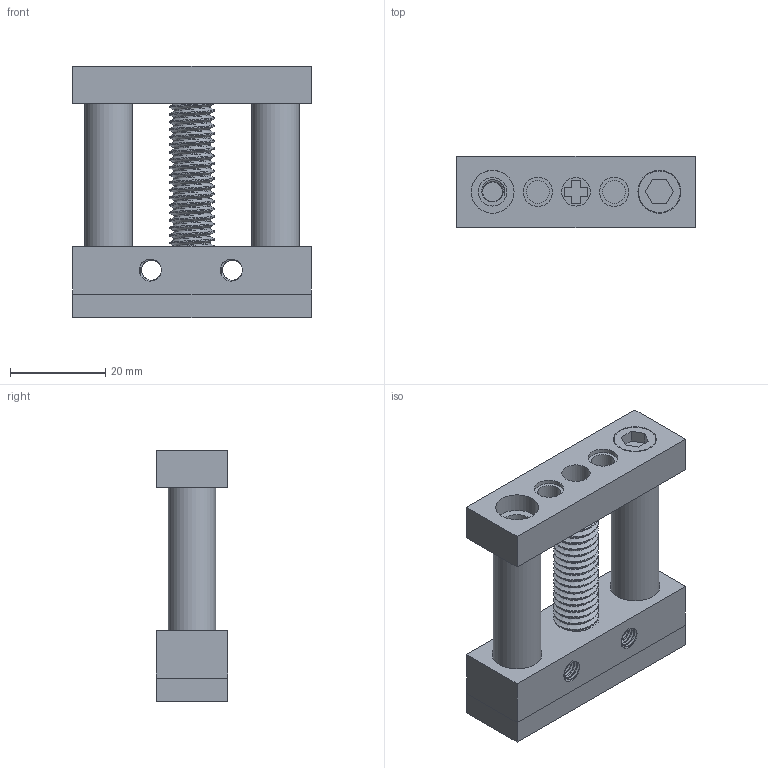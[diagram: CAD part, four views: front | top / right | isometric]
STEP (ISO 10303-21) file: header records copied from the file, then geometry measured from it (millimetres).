
FILE_DESCRIPTION(/* description */ (''),/* implementation_level */ '2;1');
FILE_NAME(/* name */ 'Dotter v5.step',/* time_stamp */ '2022-12-06T00:17:44-05:00',/* author */ (''),/* organization */ (''),/* preprocessor_version */ 'ST-DEVELOPER v19.2',/* originating_system */ 'Autodesk Translation Framework v11.17.0.187',/* authorisation */ '');
FILE_SCHEMA (('AUTOMOTIVE_DESIGN { 1 0 10303 214 3 1 1 }'));
Length unit declared in the file: millimetre
Products named in the file (7): Test; Dotter; Lead screw; Top; Dottor screw; Base; Moving thing'
Assembly tree (5 placements, depth 3):
  Test
    Dotter
      Lead screw
      Top
      Dottor screw
      Base
  Moving thing'
Bounding box: 50 x 15 x 52.84 mm (x, y, z)
Volume: 21016.2 mm3; surface area: 16091 mm2
Topology: 5 solids, 5 shells, 400 faces, 1119 edges, 746 vertices
Faces by surface type: cylinder 323, plane 63, bspline 14
Full cylindrical faces by diameter (mm): 3.99 x9, 4 x1, 4.234 x42, 4.8 x2, 4.901 x16, 5.12 x20, 6 x3, 6.15 x4, 7.633 x10, 7.94 x2, 8.75 x1, 9 x2, 9.406 x18, 9.525 x3, 10 x3, 10.5 x3
Entity records: 30721 total; most frequent: CARTESIAN_POINT 21411, ORIENTED_EDGE 2238, DIRECTION 1355, EDGE_CURVE 1119, VERTEX_POINT 746, B_SPLINE_CURVE_WITH_KNOTS 632, AXIS2_PLACEMENT_3D 469, EDGE_LOOP 437
